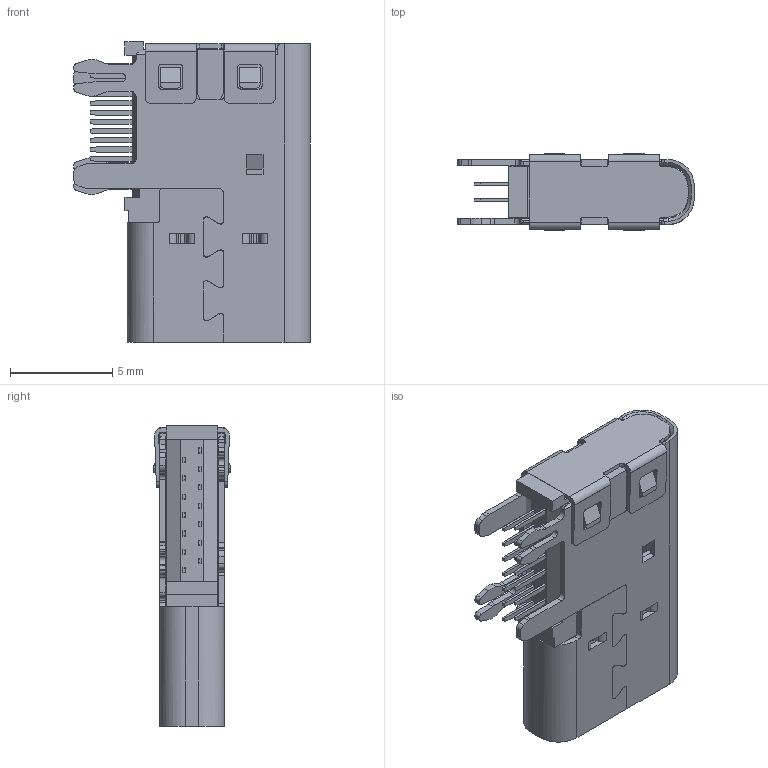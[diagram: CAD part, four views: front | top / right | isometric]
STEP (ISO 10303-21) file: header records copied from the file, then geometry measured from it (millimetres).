
FILE_DESCRIPTION((''),'2;1');
FILE_NAME('2169890001','2021-02-25T',('gga'),(''),'PRO/ENGINEER BY PARAMETRIC TECHNOLOGY CORPORATION, 2016010','PRO/ENGINEER BY PARAMETRIC TECHNOLOGY CORPORATION, 2016010','');
FILE_SCHEMA(('CONFIG_CONTROL_DESIGN'));
Length unit declared in the file: millimetre
Products named in the file (1): 2169890001
Bounding box: 11.54 x 3.76 x 14.65 mm (x, y, z)
Volume: 279.5 mm3; surface area: 1187.5 mm2
Topology: 1 solids, 9 shells, 1139 faces, 3312 edges, 2207 vertices
Faces by surface type: plane 898, cylinder 220, cone 18, extrusion 2, bspline 1
Entity records: 37409 total; most frequent: CARTESIAN_POINT 6881, ORIENTED_EDGE 6432, DIRECTION 6051, EDGE_CURVE 3216, VECTOR 2727, LINE 2725, VERTEX_POINT 2111, AXIS2_PLACEMENT_3D 1662
